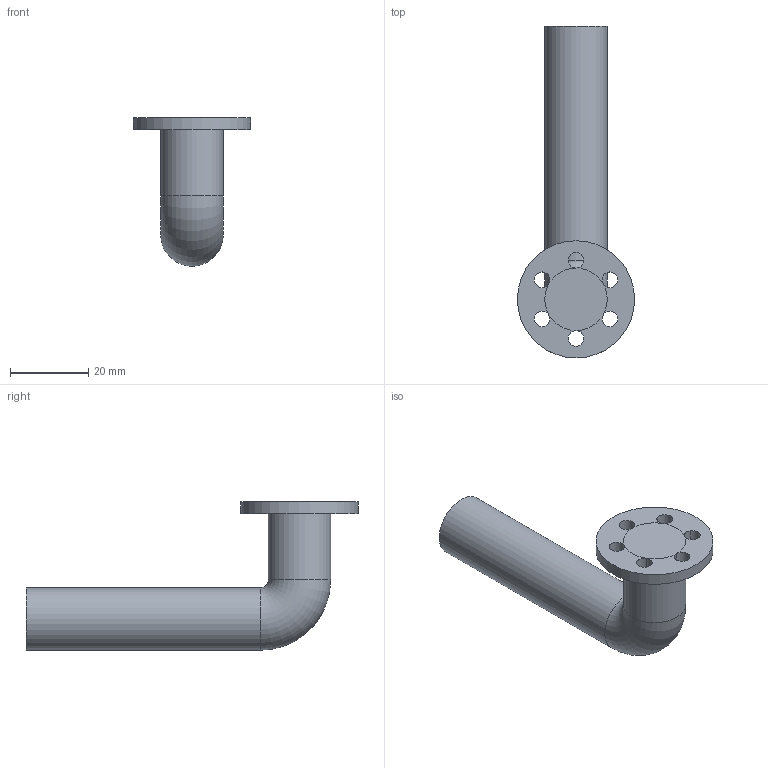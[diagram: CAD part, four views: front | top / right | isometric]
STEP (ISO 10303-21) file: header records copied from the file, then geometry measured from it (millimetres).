
FILE_DESCRIPTION(('FreeCAD Model'),'2;1');
FILE_NAME( 'SimpleBendFlange.step', '2016-07-21T17:11:56',('Author'),(''), 'Open CASCADE STEP processor 6.8','FreeCAD','Unknown');
FILE_SCHEMA(('AUTOMOTIVE_DESIGN_CC2 { 1 2 10303 214 -1 1 5 4 }'));
Length unit declared in the file: millimetre
Products named in the file (2): ASSEMBLY; SimpleBendFlange
Assembly tree (1 placements, depth 2):
  ASSEMBLY
    SimpleBendFlange
Bounding box: 30 x 85 x 38 mm (x, y, z)
Volume: 20534.4 mm3; surface area: 6431.9 mm2
Topology: 1 solids, 1 shells, 20 faces, 59 edges, 31 vertices
Faces by surface type: cylinder 15, plane 4, torus 1
Full cylindrical faces by diameter (mm): 16 x2, 30 x1
Entity records: 2128 total; most frequent: CARTESIAN_POINT 942, DIRECTION 212, ORIENTED_EDGE 118, PCURVE 118, DEFINITIONAL_REPRESENTATION 118, CIRCLE 82, AXIS2_PLACEMENT_3D 66, EDGE_CURVE 59
